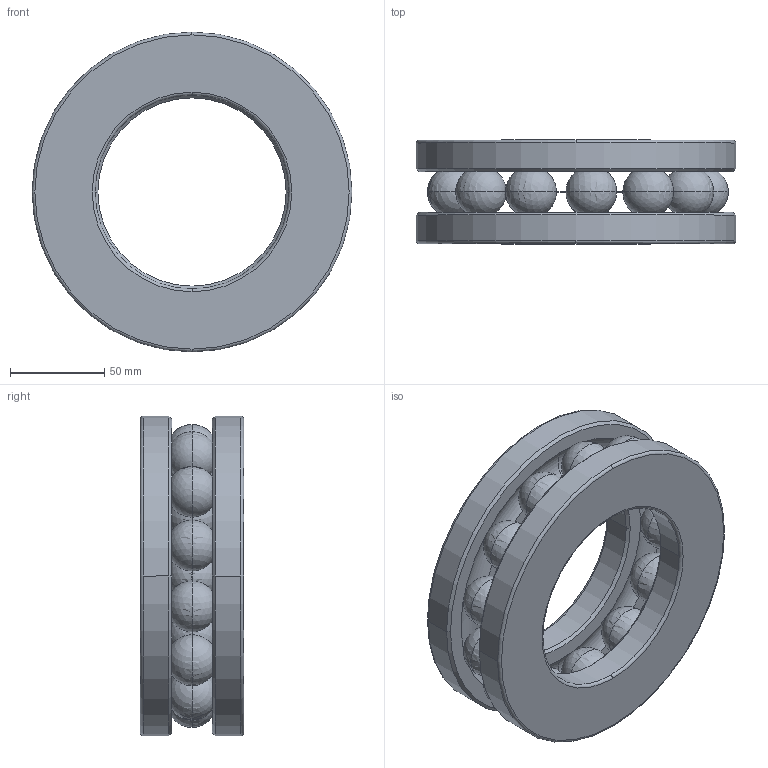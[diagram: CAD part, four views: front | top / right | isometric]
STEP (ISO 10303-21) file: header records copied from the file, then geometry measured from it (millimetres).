
FILE_DESCRIPTION(('STEP AP214'),'1');
FILE_NAME('00133449.stp','2022-09-27T17:24:51',('TraceParts'),('TraceParts S.A.'),'Spatial InterOp 3D',' ',' ');
FILE_SCHEMA(('AUTOMOTIVE_DESIGN { 1 0 10303 214 1 1 1 1 }'));
Length unit declared in the file: millimetre
Products named in the file (1): 00133449_1
Bounding box: 170 x 55 x 170 mm (x, y, z)
Volume: 593746.5 mm3; surface area: 115073.3 mm2
Topology: 3 solids, 3 shells, 88 faces, 266 edges, 132 vertices
Faces by surface type: torus 40, sphere 26, cylinder 8, cone 8, plane 6
Entity records: 3443 total; most frequent: CARTESIAN_POINT 1321, DIRECTION 490, ORIENTED_EDGE 428, AXIS2_PLACEMENT_3D 237, EDGE_CURVE 214, CIRCLE 146, VERTEX_POINT 132, EDGE_LOOP 94
